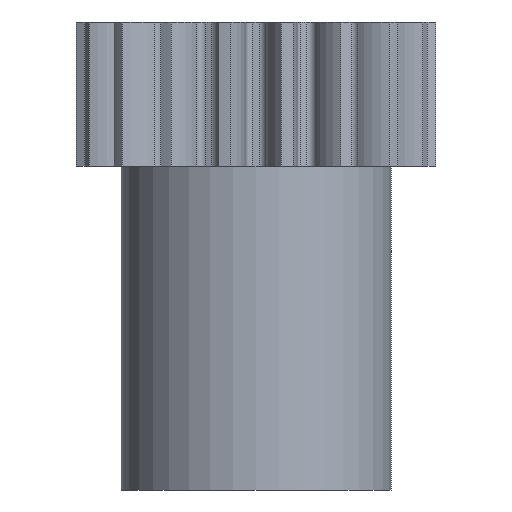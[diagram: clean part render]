
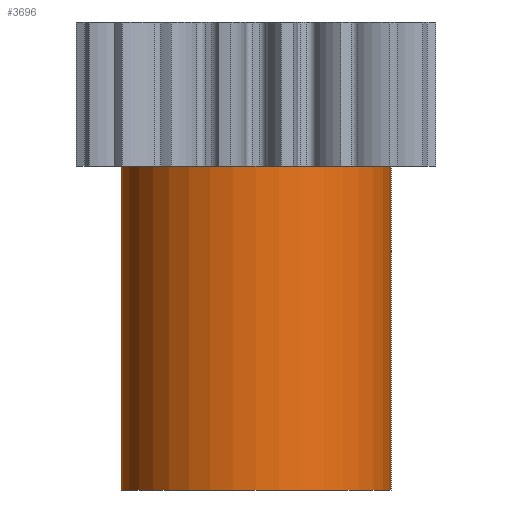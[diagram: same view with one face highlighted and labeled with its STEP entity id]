
A CAD part, front view. The second image highlights one B-rep face of the part: STEP entity #3696.
In plain terms, the highlighted cylindrical face has radius 7.5 mm (diameter 15 mm), a partial arc.
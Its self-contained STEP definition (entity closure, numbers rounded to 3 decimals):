
#175 = CARTESIAN_POINT ( 'NONE',  ( 7.5, 0., -18. ) ) ;
#178 = CARTESIAN_POINT ( 'NONE',  ( 7.5, 0., 0. ) ) ;
#181 = CARTESIAN_POINT ( 'NONE',  ( 7.5, 0., -18. ) ) ;
#182 = LINE ( 'NONE', #181, #231 ) ;
#185 = VECTOR ( 'NONE', #193, 1000. ) ;
#188 = LINE ( 'NONE', #190, #185 ) ;
#190 = CARTESIAN_POINT ( 'NONE',  ( -7.5, 0., -18. ) ) ;
#193 = DIRECTION ( 'NONE',  ( 0., 0., 1. ) ) ;
#227 = CARTESIAN_POINT ( 'NONE',  ( -7.5, 0., 0. ) ) ;
#230 = DIRECTION ( 'NONE',  ( 0., 0., 1. ) ) ;
#231 = VECTOR ( 'NONE', #230, 1000. ) ;
#233 = CARTESIAN_POINT ( 'NONE',  ( -7.5, 0., -18. ) ) ;
#1196 = DIRECTION ( 'NONE',  ( 1., 0., 0. ) ) ;
#1197 = DIRECTION ( 'NONE',  ( 0., 0., 1. ) ) ;
#1198 = CARTESIAN_POINT ( 'NONE',  ( 0., 0., 0. ) ) ;
#1200 = AXIS2_PLACEMENT_3D ( 'NONE', #1198, #1197, #1196 ) ;
#1204 = CIRCLE ( 'NONE', #1200, 7.5 ) ;
#2603 = CIRCLE ( 'NONE', #2625, 7.5 ) ;
#2623 = DIRECTION ( 'NONE',  ( 1., 0., 0. ) ) ;
#2624 = DIRECTION ( 'NONE',  ( 0., 0., 1. ) ) ;
#2625 = AXIS2_PLACEMENT_3D ( 'NONE', #2631, #2624, #2623 ) ;
#2629 = DIRECTION ( 'NONE',  ( 1., 0., 0. ) ) ;
#2630 = DIRECTION ( 'NONE',  ( 0., 0., 1. ) ) ;
#2631 = CARTESIAN_POINT ( 'NONE',  ( 0., 0., -18. ) ) ;
#2633 = AXIS2_PLACEMENT_3D ( 'NONE', #2638, #2630, #2629 ) ;
#2638 = CARTESIAN_POINT ( 'NONE',  ( 0., 0., -18. ) ) ;
#2639 = FACE_OUTER_BOUND ( 'NONE', #3663, .T. ) ;
#2644 = CYLINDRICAL_SURFACE ( 'NONE', #2633, 7.5 ) ;
#2851 = VERTEX_POINT ( 'NONE', #175 ) ;
#2874 = EDGE_CURVE ( 'NONE', #2886, #2889, #188, .T. ) ;
#2880 = VERTEX_POINT ( 'NONE', #178 ) ;
#2882 = EDGE_CURVE ( 'NONE', #2851, #2880, #182, .T. ) ;
#2886 = VERTEX_POINT ( 'NONE', #233 ) ;
#2889 = VERTEX_POINT ( 'NONE', #227 ) ;
#3500 = EDGE_CURVE ( 'NONE', #2889, #2880, #1204, .T. ) ;
#3661 = ORIENTED_EDGE ( 'NONE', *, *, #3697, .T. ) ;
#3663 = EDGE_LOOP ( 'NONE', ( #3681, #3661, #3684, #3683 ) ) ;
#3681 = ORIENTED_EDGE ( 'NONE', *, *, #2874, .F. ) ;
#3683 = ORIENTED_EDGE ( 'NONE', *, *, #3500, .F. ) ;
#3684 = ORIENTED_EDGE ( 'NONE', *, *, #2882, .T. ) ;
#3696 = ADVANCED_FACE ( 'NONE', ( #2639 ), #2644, .T. ) ;
#3697 = EDGE_CURVE ( 'NONE', #2886, #2851, #2603, .T. ) ;
